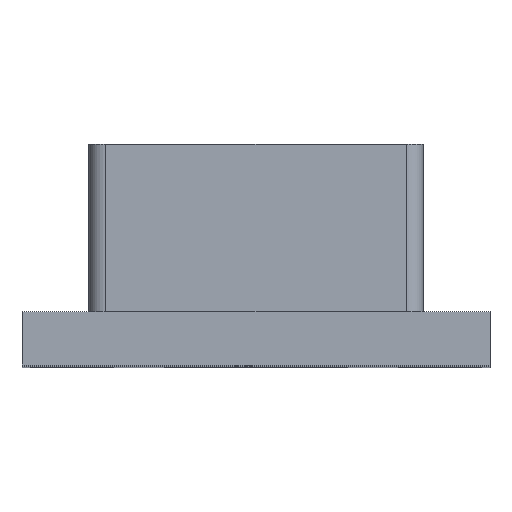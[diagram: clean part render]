
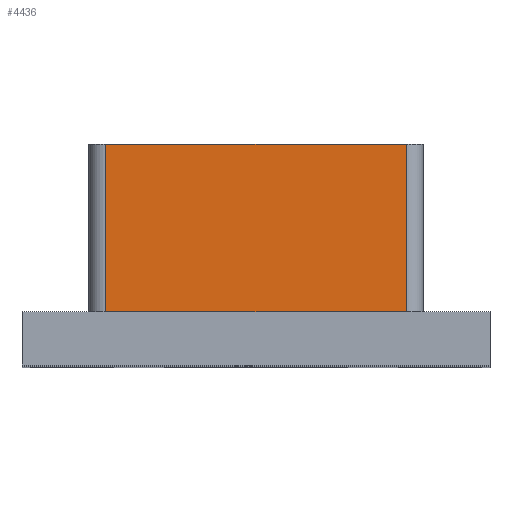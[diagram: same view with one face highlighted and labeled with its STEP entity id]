
A CAD part, top view. The second image highlights one B-rep face of the part: STEP entity #4436.
In plain terms, the highlighted planar face has unit normal (0, 0, 1).
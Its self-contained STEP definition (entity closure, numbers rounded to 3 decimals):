
#42 = ORIENTED_EDGE ( 'NONE', *, *, #296, .F. ) ;
#168 = ORIENTED_EDGE ( 'NONE', *, *, #4290, .F. ) ;
#220 = ORIENTED_EDGE ( 'NONE', *, *, #4224, .T. ) ;
#296 = EDGE_CURVE ( 'NONE', #3650, #1417, #1924, .T. ) ;
#325 = CARTESIAN_POINT ( 'NONE',  ( -0.9, 1.33, 1.25 ) ) ;
#836 = VERTEX_POINT ( 'NONE', #4907 ) ;
#1148 = VECTOR ( 'NONE', #5038, 1000. ) ;
#1213 = VERTEX_POINT ( 'NONE', #1851 ) ;
#1226 = DIRECTION ( 'NONE',  ( 1., 0., 0. ) ) ;
#1417 = VERTEX_POINT ( 'NONE', #3231 ) ;
#1466 = LINE ( 'NONE', #3876, #2353 ) ;
#1528 = VECTOR ( 'NONE', #2606, 1000. ) ;
#1634 = PLANE ( 'NONE',  #4643 ) ;
#1806 = EDGE_LOOP ( 'NONE', ( #42, #220, #3556, #168 ) ) ;
#1851 = CARTESIAN_POINT ( 'NONE',  ( 0.9, 0.33, 1.25 ) ) ;
#1863 = FACE_OUTER_BOUND ( 'NONE', #1806, .T. ) ;
#1924 = LINE ( 'NONE', #325, #1528 ) ;
#1986 = CARTESIAN_POINT ( 'NONE',  ( -0.9, 3.418, 1.25 ) ) ;
#2139 = CARTESIAN_POINT ( 'NONE',  ( -0.9, 1.33, 1.25 ) ) ;
#2353 = VECTOR ( 'NONE', #2678, 1000. ) ;
#2411 = LINE ( 'NONE', #5069, #1148 ) ;
#2606 = DIRECTION ( 'NONE',  ( 1., 0., 0. ) ) ;
#2678 = DIRECTION ( 'NONE',  ( 0., -1., 0. ) ) ;
#2732 = DIRECTION ( 'NONE',  ( 0., 0., -1. ) ) ;
#2805 = DIRECTION ( 'NONE',  ( -1., 0., 0. ) ) ;
#2884 = EDGE_CURVE ( 'NONE', #836, #1213, #3659, .T. ) ;
#3231 = CARTESIAN_POINT ( 'NONE',  ( 0.9, 1.33, 1.25 ) ) ;
#3556 = ORIENTED_EDGE ( 'NONE', *, *, #2884, .T. ) ;
#3650 = VERTEX_POINT ( 'NONE', #2139 ) ;
#3659 = LINE ( 'NONE', #4331, #4875 ) ;
#3876 = CARTESIAN_POINT ( 'NONE',  ( 0.9, 3.418, 1.25 ) ) ;
#4224 = EDGE_CURVE ( 'NONE', #3650, #836, #2411, .T. ) ;
#4290 = EDGE_CURVE ( 'NONE', #1417, #1213, #1466, .T. ) ;
#4331 = CARTESIAN_POINT ( 'NONE',  ( -0.9, 0.33, 1.25 ) ) ;
#4436 = ADVANCED_FACE ( 'NONE', ( #1863 ), #1634, .F. ) ;
#4643 = AXIS2_PLACEMENT_3D ( 'NONE', #1986, #2732, #2805 ) ;
#4875 = VECTOR ( 'NONE', #1226, 1000. ) ;
#4907 = CARTESIAN_POINT ( 'NONE',  ( -0.9, 0.33, 1.25 ) ) ;
#5038 = DIRECTION ( 'NONE',  ( 0., -1., 0. ) ) ;
#5069 = CARTESIAN_POINT ( 'NONE',  ( -0.9, 3.418, 1.25 ) ) ;
